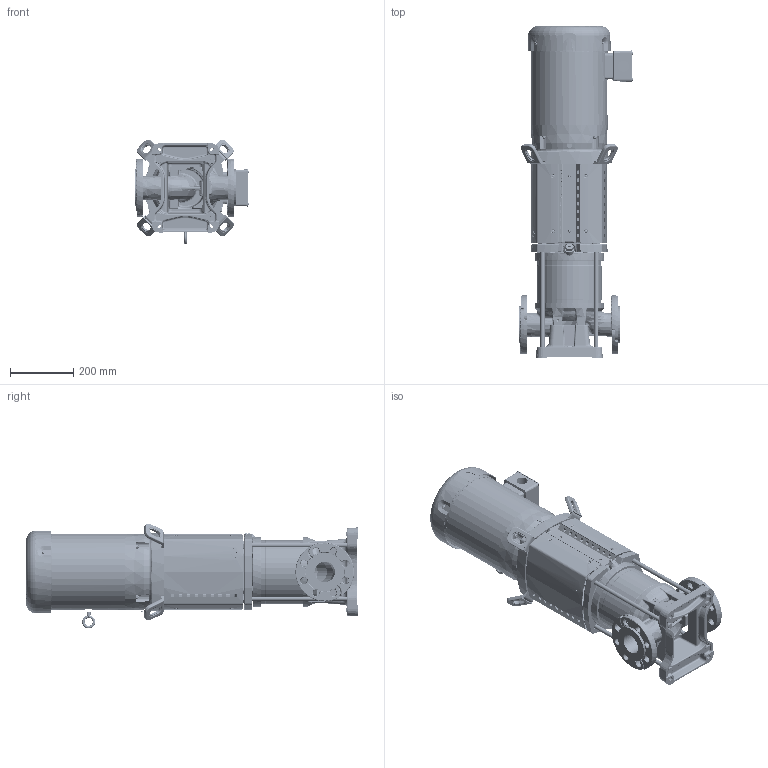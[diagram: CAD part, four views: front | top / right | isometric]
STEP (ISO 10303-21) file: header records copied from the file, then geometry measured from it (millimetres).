
FILE_DESCRIPTION(/* description */ (''),/* implementation_level */ '2;1');
FILE_NAME(/* name */ '2700876 - HELIX V190-02_2-1_A3_E_KS_N_10_3_Shrinkwrap_1.stp',/* time_stamp */ '2022-03-25T15:09:56-05:00',/* author */ ('faliszekte'),/* organization */ (''),/* preprocessor_version */ 'ST-DEVELOPER v18.1',/* originating_system */ 'Autodesk Inventor 2021',/* authorisation */ '');
FILE_SCHEMA (('AUTOMOTIVE_DESIGN { 1 0 10303 214 3 1 1 }'));
Products named in the file (1): 2700876 - HELIX V190-02_2-1_A3_E_KS_N_10_3_Shrinkwrap_1
Bounding box: 362.07 x 1050.14 x 331.89 mm (x, y, z)
Volume: 888.3 mm3; surface area: 2275552.9 mm2
Topology: 2 solids, 70 shells, 4833 faces, 14362 edges, 9335 vertices
Faces by surface type: cylinder 1533, bspline 1221, plane 1146, cone 407, torus 402, sphere 124
Full cylindrical faces by diameter (mm): 0.833 x4, 2 x2, 4 x2, 4.5 x1, 4.918 x5, 6 x2, 7.937 x4, 8 x8, 8.839 x4, 9.652 x1, 10.25 x4, 10.516 x3, 12.662 x1, 14 x11, 14.376 x168, 16 x168, 16.662 x1, 17.5 x1, 18 x8, 18.64 x1, 20.813 x1, 31 x1, 35.052 x1, 47.6 x1, 76 x2, 88 x1, 110.3 x3, 114 x1, 117 x2, 119.6 x1
Entity records: 346477 total; most frequent: CARTESIAN_POINT 224659, ORIENTED_EDGE 25352, DIRECTION 22201, EDGE_CURVE 14264, VERTEX_POINT 9335, AXIS2_PLACEMENT_3D 8741, EDGE_LOOP 5146, FACE_OUTER_BOUND 4833
